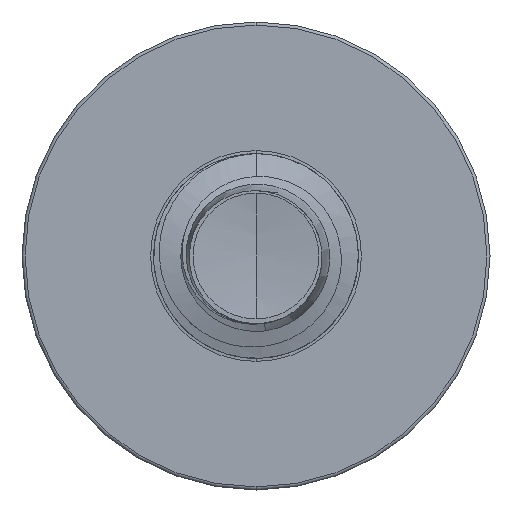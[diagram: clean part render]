
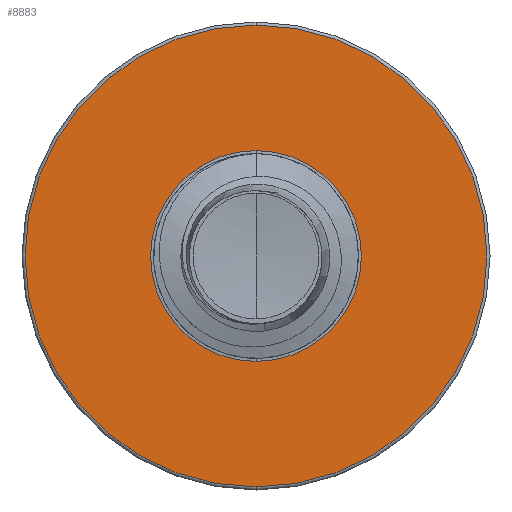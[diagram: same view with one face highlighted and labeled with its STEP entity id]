
A CAD part, front view. The second image highlights one B-rep face of the part: STEP entity #8883.
In plain terms, the highlighted planar face has unit normal (0, -1, 0).
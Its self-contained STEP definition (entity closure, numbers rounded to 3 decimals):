
#24 = CARTESIAN_POINT ( 'NONE',  ( 0., 2.25, 1.579 ) ) ;
#126 = CIRCLE ( 'NONE', #8169, 0.721 ) ;
#257 = EDGE_CURVE ( 'NONE', #7605, #5803, #3802, .T. ) ;
#287 = AXIS2_PLACEMENT_3D ( 'NONE', #13169, #7623, #1013 ) ;
#646 = FACE_OUTER_BOUND ( 'NONE', #6608, .T. ) ;
#913 = VERTEX_POINT ( 'NONE', #8712 ) ;
#1013 = DIRECTION ( 'NONE',  ( 0., 0., 1. ) ) ;
#1050 = ORIENTED_EDGE ( 'NONE', *, *, #257, .F. ) ;
#1988 = CARTESIAN_POINT ( 'NONE',  ( 0., 2.25, 0.721 ) ) ;
#2031 = DIRECTION ( 'NONE',  ( 0., 0., 1. ) ) ;
#2539 = AXIS2_PLACEMENT_3D ( 'NONE', #3493, #9206, #8544 ) ;
#2728 = DIRECTION ( 'NONE',  ( 0., 1., 0. ) ) ;
#3488 = VERTEX_POINT ( 'NONE', #1988 ) ;
#3493 = CARTESIAN_POINT ( 'NONE',  ( 0., 2.25, 0. ) ) ;
#3802 = CIRCLE ( 'NONE', #2539, 1.579 ) ;
#3858 = CARTESIAN_POINT ( 'NONE',  ( 0., 2.25, 0. ) ) ;
#4341 = PLANE ( 'NONE',  #7374 ) ;
#5005 = DIRECTION ( 'NONE',  ( 0., 0., 1. ) ) ;
#5430 = EDGE_CURVE ( 'NONE', #913, #3488, #126, .T. ) ;
#5526 = EDGE_CURVE ( 'NONE', #3488, #913, #10314, .T. ) ;
#5803 = VERTEX_POINT ( 'NONE', #11736 ) ;
#6377 = ORIENTED_EDGE ( 'NONE', *, *, #12465, .F. ) ;
#6608 = EDGE_LOOP ( 'NONE', ( #1050, #6377 ) ) ;
#7374 = AXIS2_PLACEMENT_3D ( 'NONE', #11103, #8482, #2031 ) ;
#7404 = CIRCLE ( 'NONE', #287, 1.579 ) ;
#7605 = VERTEX_POINT ( 'NONE', #24 ) ;
#7623 = DIRECTION ( 'NONE',  ( 0., 1., 0. ) ) ;
#8152 = AXIS2_PLACEMENT_3D ( 'NONE', #9034, #2728, #9926 ) ;
#8169 = AXIS2_PLACEMENT_3D ( 'NONE', #3858, #10732, #5005 ) ;
#8482 = DIRECTION ( 'NONE',  ( 0., 1., 0. ) ) ;
#8544 = DIRECTION ( 'NONE',  ( 0., 0., 1. ) ) ;
#8712 = CARTESIAN_POINT ( 'NONE',  ( 0., 2.25, -0.721 ) ) ;
#8883 = ADVANCED_FACE ( 'NONE', ( #646, #9234 ), #4341, .F. ) ;
#9034 = CARTESIAN_POINT ( 'NONE',  ( 0., 2.25, 0. ) ) ;
#9122 = ORIENTED_EDGE ( 'NONE', *, *, #5430, .T. ) ;
#9206 = DIRECTION ( 'NONE',  ( 0., 1., 0. ) ) ;
#9234 = FACE_BOUND ( 'NONE', #12706, .T. ) ;
#9446 = ORIENTED_EDGE ( 'NONE', *, *, #5526, .T. ) ;
#9926 = DIRECTION ( 'NONE',  ( 0., 0., 1. ) ) ;
#10314 = CIRCLE ( 'NONE', #8152, 0.721 ) ;
#10732 = DIRECTION ( 'NONE',  ( 0., 1., 0. ) ) ;
#11103 = CARTESIAN_POINT ( 'NONE',  ( 0., 2.25, -0.721 ) ) ;
#11736 = CARTESIAN_POINT ( 'NONE',  ( 0., 2.25, -1.579 ) ) ;
#12465 = EDGE_CURVE ( 'NONE', #5803, #7605, #7404, .T. ) ;
#12706 = EDGE_LOOP ( 'NONE', ( #9446, #9122 ) ) ;
#13169 = CARTESIAN_POINT ( 'NONE',  ( 0., 2.25, 0. ) ) ;
